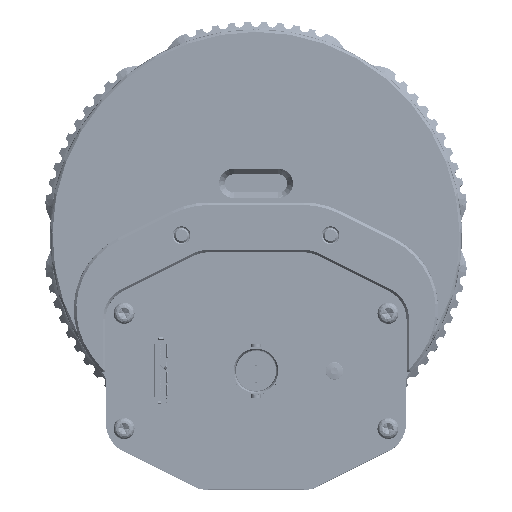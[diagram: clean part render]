
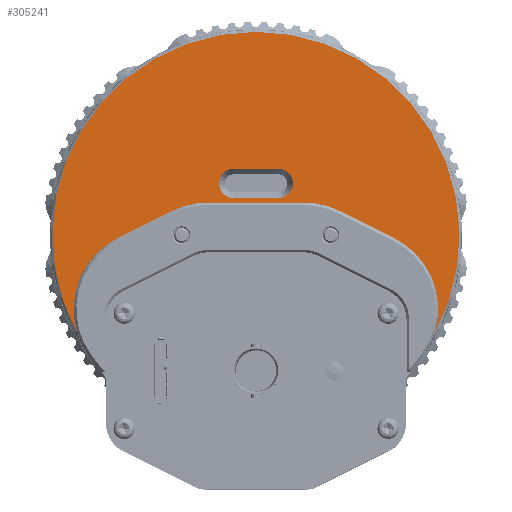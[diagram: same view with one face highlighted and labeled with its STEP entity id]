
A CAD part, top view. The second image highlights one B-rep face of the part: STEP entity #305241.
In plain terms, the highlighted planar face has unit normal (0, 0, 1).
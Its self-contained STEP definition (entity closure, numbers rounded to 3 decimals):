
#4634 = DIRECTION ( 'NONE',  ( 0., 0., 1. ) ) ;
#10477 = CARTESIAN_POINT ( 'NONE',  ( 16.925, 32.274, -4.488 ) ) ;
#10710 = CARTESIAN_POINT ( 'NONE',  ( -16.925, 32.274, -4.488 ) ) ;
#11426 = CARTESIAN_POINT ( 'NONE',  ( -9.613, 17.65, -4.488 ) ) ;
#13689 = CARTESIAN_POINT ( 'NONE',  ( 9.613, 34., -4.488 ) ) ;
#14031 = VERTEX_POINT ( 'NONE', #60134 ) ;
#15001 = VERTEX_POINT ( 'NONE', #258208 ) ;
#15399 = ORIENTED_EDGE ( 'NONE', *, *, #44539, .T. ) ;
#17582 = CARTESIAN_POINT ( 'NONE',  ( -27.85, 26.812, -4.488 ) ) ;
#18728 = AXIS2_PLACEMENT_3D ( 'NONE', #201183, #75843, #75790 ) ;
#21103 = EDGE_CURVE ( 'NONE', #39769, #243817, #160597, .T. ) ;
#21340 = DIRECTION ( 'NONE',  ( -1., 0., 0. ) ) ;
#22326 = EDGE_CURVE ( 'NONE', #15001, #14031, #303348, .T. ) ;
#22911 = VECTOR ( 'NONE', #21340, 1000. ) ;
#25400 = CARTESIAN_POINT ( 'NONE',  ( 4.5, 37.9, -4.488 ) ) ;
#28549 = CARTESIAN_POINT ( 'NONE',  ( 27.85, 26.812, -4.488 ) ) ;
#39769 = VERTEX_POINT ( 'NONE', #89160 ) ;
#43491 = LINE ( 'NONE', #143872, #229108 ) ;
#44539 = EDGE_CURVE ( 'NONE', #174839, #14031, #71740, .T. ) ;
#46528 = FACE_OUTER_BOUND ( 'NONE', #228445, .T. ) ;
#54366 = LINE ( 'NONE', #154727, #213656 ) ;
#55394 = EDGE_CURVE ( 'NONE', #72893, #77739, #248551, .T. ) ;
#60134 = CARTESIAN_POINT ( 'NONE',  ( -35.958, 7.701, -4.488 ) ) ;
#62735 = EDGE_CURVE ( 'NONE', #216467, #88260, #236050, .T. ) ;
#68360 = ORIENTED_EDGE ( 'NONE', *, *, #120402, .T. ) ;
#69158 = DIRECTION ( 'NONE',  ( 1., 0., 0. ) ) ;
#71740 = CIRCLE ( 'NONE', #255530, 41. ) ;
#72893 = VERTEX_POINT ( 'NONE', #109979 ) ;
#75790 = DIRECTION ( 'NONE',  ( 1., 0., 0. ) ) ;
#75843 = DIRECTION ( 'NONE',  ( 0., 0., -1. ) ) ;
#77739 = VERTEX_POINT ( 'NONE', #10710 ) ;
#84631 = DIRECTION ( 'NONE',  ( 1., 0., 0. ) ) ;
#84685 = DIRECTION ( 'NONE',  ( 0., 0., 1. ) ) ;
#85030 = CARTESIAN_POINT ( 'NONE',  ( 0., 27.4, -4.488 ) ) ;
#87547 = VECTOR ( 'NONE', #117938, 1000. ) ;
#88260 = VERTEX_POINT ( 'NONE', #13689 ) ;
#89160 = CARTESIAN_POINT ( 'NONE',  ( -4.5, 34.95, -4.488 ) ) ;
#94331 = AXIS2_PLACEMENT_3D ( 'NONE', #230063, #4634, #105115 ) ;
#98983 = CARTESIAN_POINT ( 'NONE',  ( 0., 0., -4.488 ) ) ;
#100665 = ORIENTED_EDGE ( 'NONE', *, *, #300613, .F. ) ;
#101805 = AXIS2_PLACEMENT_3D ( 'NONE', #98983, #199408, #299749 ) ;
#105064 = ORIENTED_EDGE ( 'NONE', *, *, #62735, .F. ) ;
#105115 = DIRECTION ( 'NONE',  ( 1., 0., 0. ) ) ;
#109979 = CARTESIAN_POINT ( 'NONE',  ( -9.613, 34., -4.488 ) ) ;
#110910 = DIRECTION ( 'NONE',  ( -0.894, 0.447, 0. ) ) ;
#110928 = CIRCLE ( 'NONE', #294796, 2.95 ) ;
#111840 = DIRECTION ( 'NONE',  ( 0., 0., 1. ) ) ;
#113670 = VERTEX_POINT ( 'NONE', #215035 ) ;
#117938 = DIRECTION ( 'NONE',  ( -0.894, -0.447, 0. ) ) ;
#120402 = EDGE_CURVE ( 'NONE', #316484, #113670, #110928, .T. ) ;
#125682 = DIRECTION ( 'NONE',  ( 0., 0., -1. ) ) ;
#139616 = AXIS2_PLACEMENT_3D ( 'NONE', #194172, #294441, #69158 ) ;
#143872 = CARTESIAN_POINT ( 'NONE',  ( -4.5, 34.95, -4.488 ) ) ;
#144356 = ORIENTED_EDGE ( 'NONE', *, *, #21103, .T. ) ;
#145332 = ORIENTED_EDGE ( 'NONE', *, *, #55394, .F. ) ;
#146423 = LINE ( 'NONE', #246628, #22911 ) ;
#146842 = PLANE ( 'NONE',  #101805 ) ;
#148879 = AXIS2_PLACEMENT_3D ( 'NONE', #11426, #111840, #212157 ) ;
#154727 = CARTESIAN_POINT ( 'NONE',  ( 4.5, 40.85, -4.488 ) ) ;
#160597 = CIRCLE ( 'NONE', #18728, 2.95 ) ;
#161533 = AXIS2_PLACEMENT_3D ( 'NONE', #237117, #236809, #236749 ) ;
#169014 = CARTESIAN_POINT ( 'NONE',  ( 16.925, 32.274, -4.488 ) ) ;
#173365 = EDGE_CURVE ( 'NONE', #113670, #39769, #43491, .T. ) ;
#174839 = VERTEX_POINT ( 'NONE', #324833 ) ;
#194172 = CARTESIAN_POINT ( 'NONE',  ( 20.695, 12.501, -4.488 ) ) ;
#194256 = ORIENTED_EDGE ( 'NONE', *, *, #268637, .F. ) ;
#199408 = DIRECTION ( 'NONE',  ( 0., 0., 1. ) ) ;
#201183 = CARTESIAN_POINT ( 'NONE',  ( -4.5, 37.9, -4.488 ) ) ;
#203085 = ORIENTED_EDGE ( 'NONE', *, *, #22326, .F. ) ;
#204167 = VECTOR ( 'NONE', #110910, 1000. ) ;
#211404 = EDGE_CURVE ( 'NONE', #174839, #271274, #281259, .T. ) ;
#212157 = DIRECTION ( 'NONE',  ( 1., 0., 0. ) ) ;
#213083 = ORIENTED_EDGE ( 'NONE', *, *, #245807, .T. ) ;
#213656 = VECTOR ( 'NONE', #254938, 1000. ) ;
#215035 = CARTESIAN_POINT ( 'NONE',  ( 4.5, 34.95, -4.488 ) ) ;
#216467 = VERTEX_POINT ( 'NONE', #169014 ) ;
#217647 = EDGE_LOOP ( 'NONE', ( #144356, #213083, #68360, #269380 ) ) ;
#225976 = DIRECTION ( 'NONE',  ( 1., 0., 0. ) ) ;
#228445 = EDGE_LOOP ( 'NONE', ( #258479, #15399, #203085, #100665, #145332, #194256, #105064, #267353 ) ) ;
#229108 = VECTOR ( 'NONE', #244004, 1000. ) ;
#230063 = CARTESIAN_POINT ( 'NONE',  ( 9.613, 17.65, -4.488 ) ) ;
#235829 = LINE ( 'NONE', #10477, #204167 ) ;
#236050 = CIRCLE ( 'NONE', #94331, 16.35 ) ;
#236749 = DIRECTION ( 'NONE',  ( 1., 0., 0. ) ) ;
#236809 = DIRECTION ( 'NONE',  ( 0., 0., 1. ) ) ;
#237117 = CARTESIAN_POINT ( 'NONE',  ( -20.695, 12.501, -4.488 ) ) ;
#242876 = LINE ( 'NONE', #17582, #87547 ) ;
#243817 = VERTEX_POINT ( 'NONE', #272881 ) ;
#244004 = DIRECTION ( 'NONE',  ( -1., 0., 0. ) ) ;
#245807 = EDGE_CURVE ( 'NONE', #243817, #316484, #54366, .T. ) ;
#246628 = CARTESIAN_POINT ( 'NONE',  ( -9.613, 34., -4.488 ) ) ;
#248551 = CIRCLE ( 'NONE', #148879, 16.35 ) ;
#254938 = DIRECTION ( 'NONE',  ( 1., 0., 0. ) ) ;
#255530 = AXIS2_PLACEMENT_3D ( 'NONE', #85030, #84685, #84631 ) ;
#258208 = CARTESIAN_POINT ( 'NONE',  ( -27.85, 26.812, -4.488 ) ) ;
#258479 = ORIENTED_EDGE ( 'NONE', *, *, #211404, .F. ) ;
#260557 = EDGE_CURVE ( 'NONE', #271274, #216467, #235829, .T. ) ;
#267353 = ORIENTED_EDGE ( 'NONE', *, *, #260557, .F. ) ;
#268637 = EDGE_CURVE ( 'NONE', #88260, #72893, #146423, .T. ) ;
#269380 = ORIENTED_EDGE ( 'NONE', *, *, #173365, .T. ) ;
#271274 = VERTEX_POINT ( 'NONE', #28549 ) ;
#271693 = FACE_BOUND ( 'NONE', #217647, .T. ) ;
#272881 = CARTESIAN_POINT ( 'NONE',  ( -4.5, 40.85, -4.488 ) ) ;
#281259 = CIRCLE ( 'NONE', #139616, 16. ) ;
#294441 = DIRECTION ( 'NONE',  ( 0., 0., 1. ) ) ;
#294796 = AXIS2_PLACEMENT_3D ( 'NONE', #25400, #125682, #225976 ) ;
#299749 = DIRECTION ( 'NONE',  ( 1., 0., 0. ) ) ;
#300613 = EDGE_CURVE ( 'NONE', #77739, #15001, #242876, .T. ) ;
#303348 = CIRCLE ( 'NONE', #161533, 16. ) ;
#305241 = ADVANCED_FACE ( 'NONE', ( #271693, #46528 ), #146842, .T. ) ;
#316484 = VERTEX_POINT ( 'NONE', #324025 ) ;
#324025 = CARTESIAN_POINT ( 'NONE',  ( 4.5, 40.85, -4.488 ) ) ;
#324833 = CARTESIAN_POINT ( 'NONE',  ( 35.958, 7.701, -4.488 ) ) ;
